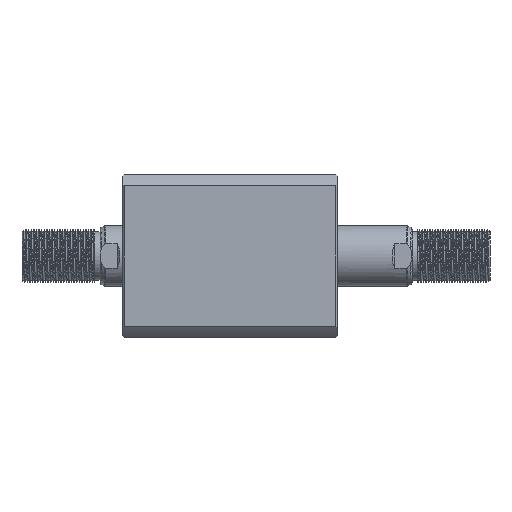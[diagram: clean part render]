
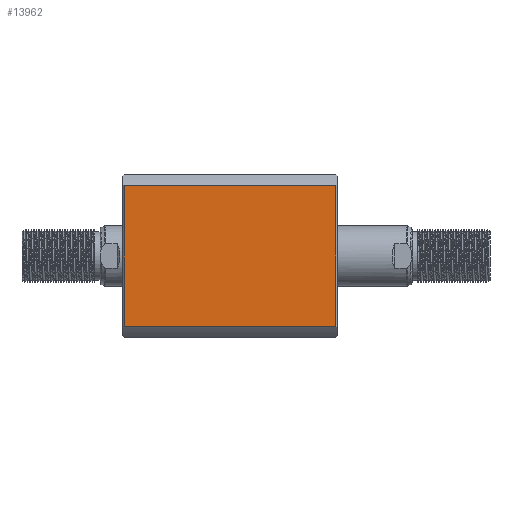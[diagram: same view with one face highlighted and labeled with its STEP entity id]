
A CAD part, left-side view. The second image highlights one B-rep face of the part: STEP entity #13962.
In plain terms, the highlighted planar face has unit normal (-1, 0, 0).
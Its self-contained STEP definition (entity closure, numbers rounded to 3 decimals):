
#1202 = VECTOR ( 'NONE', #5664, 1000. ) ;
#1363 = EDGE_CURVE ( 'NONE', #18863, #22232, #15805, .T. ) ;
#2858 = ORIENTED_EDGE ( 'NONE', *, *, #20255, .F. ) ;
#3339 = CARTESIAN_POINT ( 'NONE',  ( -47., 47., 123. ) ) ;
#3381 = CARTESIAN_POINT ( 'NONE',  ( -47., -40.435, 1. ) ) ;
#4082 = CARTESIAN_POINT ( 'NONE',  ( -47., -40.435, 300. ) ) ;
#4128 = LINE ( 'NONE', #4082, #22419 ) ;
#5434 = CARTESIAN_POINT ( 'NONE',  ( -47., -40.435, 123. ) ) ;
#5664 = DIRECTION ( 'NONE',  ( 0., -1., 0. ) ) ;
#5736 = AXIS2_PLACEMENT_3D ( 'NONE', #17117, #22608, #11678 ) ;
#6653 = LINE ( 'NONE', #15315, #15836 ) ;
#7867 = ORIENTED_EDGE ( 'NONE', *, *, #1363, .T. ) ;
#8670 = VERTEX_POINT ( 'NONE', #5434 ) ;
#9442 = CARTESIAN_POINT ( 'NONE',  ( -47., 40.435, 123. ) ) ;
#9927 = DIRECTION ( 'NONE',  ( 0., 0., 1. ) ) ;
#10298 = CARTESIAN_POINT ( 'NONE',  ( -47., 40.435, 1. ) ) ;
#11382 = VECTOR ( 'NONE', #14321, 1000. ) ;
#11678 = DIRECTION ( 'NONE',  ( 0., 1., 0. ) ) ;
#13035 = EDGE_LOOP ( 'NONE', ( #2858, #21283, #14034, #7867 ) ) ;
#13285 = VERTEX_POINT ( 'NONE', #9442 ) ;
#13962 = ADVANCED_FACE ( 'NONE', ( #20831 ), #20783, .F. ) ;
#14034 = ORIENTED_EDGE ( 'NONE', *, *, #20319, .F. ) ;
#14321 = DIRECTION ( 'NONE',  ( 0., 1., 0. ) ) ;
#15077 = DIRECTION ( 'NONE',  ( 0., 0., -1. ) ) ;
#15315 = CARTESIAN_POINT ( 'NONE',  ( -47., 40.435, 300. ) ) ;
#15607 = EDGE_CURVE ( 'NONE', #8670, #13285, #16245, .T. ) ;
#15805 = LINE ( 'NONE', #16638, #1202 ) ;
#15836 = VECTOR ( 'NONE', #9927, 1000. ) ;
#16245 = LINE ( 'NONE', #3339, #11382 ) ;
#16638 = CARTESIAN_POINT ( 'NONE',  ( -47., 47., 1. ) ) ;
#17117 = CARTESIAN_POINT ( 'NONE',  ( -47., 47., 124. ) ) ;
#18863 = VERTEX_POINT ( 'NONE', #10298 ) ;
#20255 = EDGE_CURVE ( 'NONE', #8670, #22232, #4128, .T. ) ;
#20319 = EDGE_CURVE ( 'NONE', #18863, #13285, #6653, .T. ) ;
#20783 = PLANE ( 'NONE',  #5736 ) ;
#20831 = FACE_OUTER_BOUND ( 'NONE', #13035, .T. ) ;
#21283 = ORIENTED_EDGE ( 'NONE', *, *, #15607, .T. ) ;
#22232 = VERTEX_POINT ( 'NONE', #3381 ) ;
#22419 = VECTOR ( 'NONE', #15077, 1000. ) ;
#22608 = DIRECTION ( 'NONE',  ( 1., 0., 0. ) ) ;
